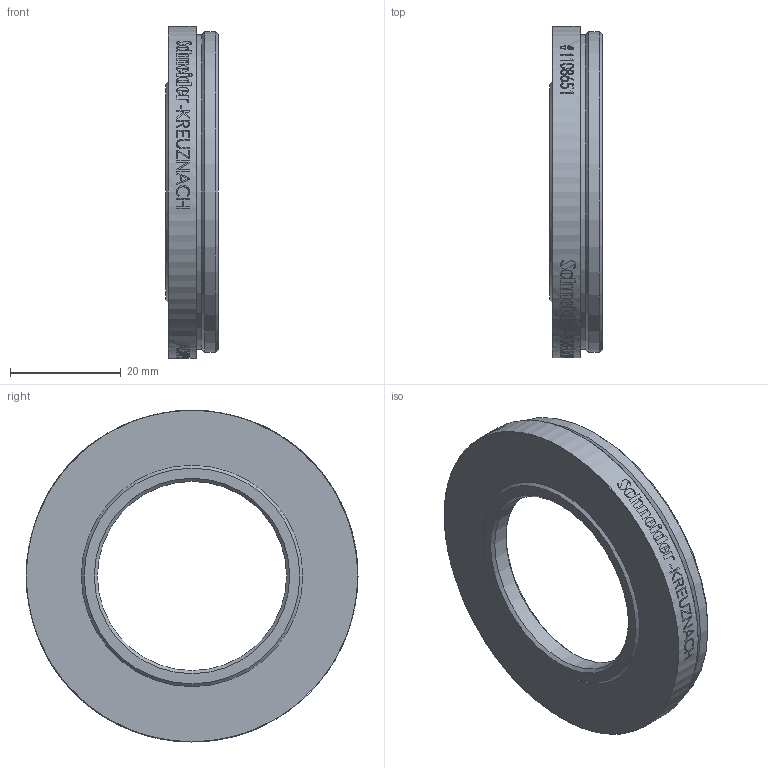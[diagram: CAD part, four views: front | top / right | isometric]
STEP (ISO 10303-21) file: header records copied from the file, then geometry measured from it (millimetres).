
FILE_DESCRIPTION(/* description */ (''),/* implementation_level */ '2;1');
FILE_NAME(/* name */ '# 1108651_00177340_001.stp',/* time_stamp */ '2023-12-07T14:32:44+01:00',/* author */ ('Linn'),/* organization */ ('SK'),/* preprocessor_version */ 'ST-DEVELOPER v16',/* originating_system */ 'SIEMENS PLM Software NX 10.0',/* authorisation */ '');
FILE_SCHEMA (('CONFIG_CONTROL_DESIGN'));
Length unit declared in the file: millimetre
Products named in the file (2): 00177341_001; 00177340_001
Assembly tree (1 placements, depth 2):
  00177340_001
    00177341_001
Bounding box: 9.5 x 60 x 60 mm (x, y, z)
Volume: 8389.7 mm3; surface area: 7851.2 mm2
Topology: 1 solids, 2 shells, 86 faces, 441 edges, 430 vertices
Faces by surface type: cylinder 76, plane 5, cone 5
Full cylindrical faces by diameter (mm): 34.2 x1, 55 x1, 56.9 x1, 58 x1, 60 x2
Entity records: 6140 total; most frequent: CARTESIAN_POINT 2957, ORIENTED_EDGE 858, VERTEX_POINT 430, EDGE_CURVE 430, B_SPLINE_CURVE_WITH_KNOTS 413, DIRECTION 212, EDGE_LOOP 172, FACE_BOUND 118
